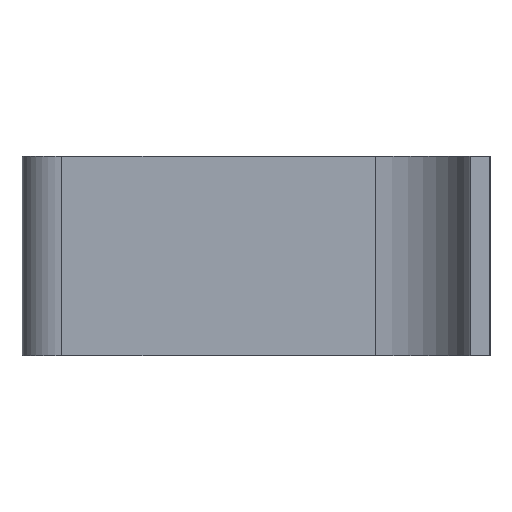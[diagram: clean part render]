
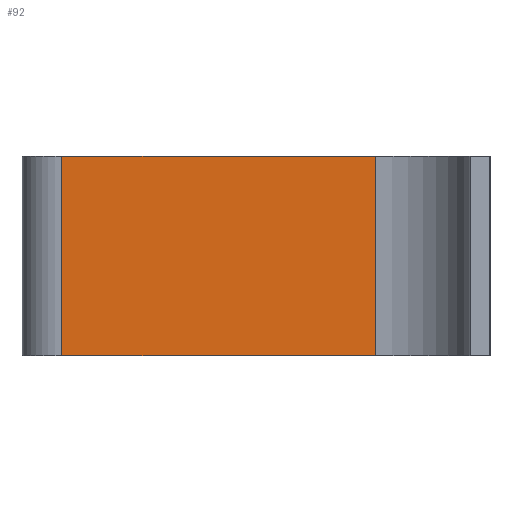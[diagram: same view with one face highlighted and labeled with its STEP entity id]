
A CAD part, left-side view. The second image highlights one B-rep face of the part: STEP entity #92.
In plain terms, the highlighted planar face has unit normal (-1, 0, 0).
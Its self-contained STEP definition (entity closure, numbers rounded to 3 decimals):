
#20 = DIRECTION ( 'NONE',  ( 1., 0., 0. ) ) ;
#32 = EDGE_CURVE ( 'NONE', #90, #144, #451, .T. ) ;
#69 = DIRECTION ( 'NONE',  ( 0., -1., 0. ) ) ;
#84 = LINE ( 'NONE', #231, #370 ) ;
#90 = VERTEX_POINT ( 'NONE', #310 ) ;
#92 = ADVANCED_FACE ( 'NONE', ( #321 ), #178, .F. ) ;
#144 = VERTEX_POINT ( 'NONE', #306 ) ;
#163 = DIRECTION ( 'NONE',  ( 0., 0., -1. ) ) ;
#178 = PLANE ( 'NONE',  #433 ) ;
#191 = DIRECTION ( 'NONE',  ( 0., -1., 0. ) ) ;
#231 = CARTESIAN_POINT ( 'NONE',  ( -15.2, 43., 20. ) ) ;
#253 = EDGE_CURVE ( 'NONE', #259, #90, #84, .T. ) ;
#259 = VERTEX_POINT ( 'NONE', #704 ) ;
#261 = EDGE_CURVE ( 'NONE', #462, #144, #399, .T. ) ;
#306 = CARTESIAN_POINT ( 'NONE',  ( -15.2, 11.5, 0. ) ) ;
#310 = CARTESIAN_POINT ( 'NONE',  ( -15.2, 43., 0. ) ) ;
#321 = FACE_OUTER_BOUND ( 'NONE', #702, .T. ) ;
#345 = EDGE_CURVE ( 'NONE', #259, #462, #736, .T. ) ;
#358 = ORIENTED_EDGE ( 'NONE', *, *, #261, .F. ) ;
#370 = VECTOR ( 'NONE', #639, 1000. ) ;
#371 = CARTESIAN_POINT ( 'NONE',  ( -15.2, 11.5, 20. ) ) ;
#397 = VECTOR ( 'NONE', #191, 1000. ) ;
#399 = LINE ( 'NONE', #645, #535 ) ;
#433 = AXIS2_PLACEMENT_3D ( 'NONE', #371, #20, #441 ) ;
#441 = DIRECTION ( 'NONE',  ( 0., 0., -1. ) ) ;
#444 = CARTESIAN_POINT ( 'NONE',  ( -15.2, 11.5, 20. ) ) ;
#451 = LINE ( 'NONE', #500, #397 ) ;
#462 = VERTEX_POINT ( 'NONE', #682 ) ;
#500 = CARTESIAN_POINT ( 'NONE',  ( -15.2, 11.5, 0. ) ) ;
#520 = ORIENTED_EDGE ( 'NONE', *, *, #345, .F. ) ;
#535 = VECTOR ( 'NONE', #163, 1000. ) ;
#613 = ORIENTED_EDGE ( 'NONE', *, *, #253, .T. ) ;
#639 = DIRECTION ( 'NONE',  ( 0., 0., -1. ) ) ;
#645 = CARTESIAN_POINT ( 'NONE',  ( -15.2, 11.5, 20. ) ) ;
#682 = CARTESIAN_POINT ( 'NONE',  ( -15.2, 11.5, 20. ) ) ;
#702 = EDGE_LOOP ( 'NONE', ( #743, #358, #520, #613 ) ) ;
#704 = CARTESIAN_POINT ( 'NONE',  ( -15.2, 43., 20. ) ) ;
#735 = VECTOR ( 'NONE', #69, 1000. ) ;
#736 = LINE ( 'NONE', #444, #735 ) ;
#743 = ORIENTED_EDGE ( 'NONE', *, *, #32, .T. ) ;
